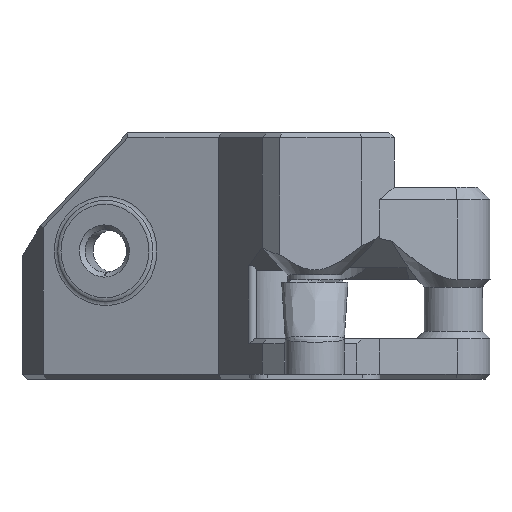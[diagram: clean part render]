
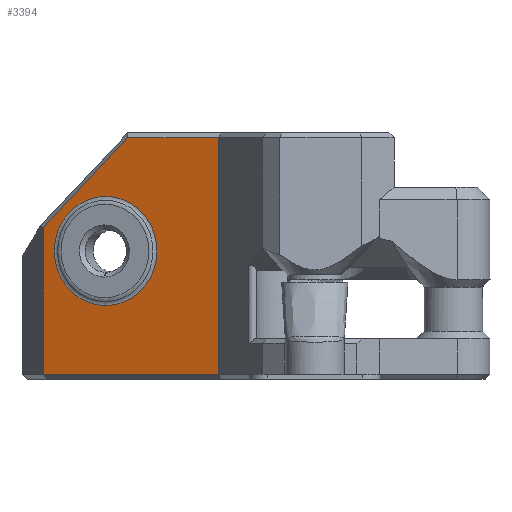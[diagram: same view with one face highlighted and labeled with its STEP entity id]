
A CAD part, left-side view. The second image highlights one B-rep face of the part: STEP entity #3394.
In plain terms, the highlighted planar face has unit normal (-0.94, 0.342, 0).
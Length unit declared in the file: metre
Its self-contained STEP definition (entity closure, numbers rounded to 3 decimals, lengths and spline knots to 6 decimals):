
#285=LINE('',#5593,#626);
#298=LINE('',#5644,#639);
#302=LINE('',#5652,#643);
#303=LINE('',#5654,#644);
#304=LINE('',#5656,#645);
#626=VECTOR('',#4402,1.);
#639=VECTOR('',#4439,1.);
#643=VECTOR('',#4447,1.);
#644=VECTOR('',#4448,1.);
#645=VECTOR('',#4449,1.);
#827=PLANE('',#3696);
#952=CIRCLE('',#3692,0.004615);
#1595=ORIENTED_EDGE('',*,*,#2287,.F.);
#1596=ORIENTED_EDGE('',*,*,#2295,.F.);
#1597=ORIENTED_EDGE('',*,*,#2291,.F.);
#1598=ORIENTED_EDGE('',*,*,#2273,.F.);
#1599=ORIENTED_EDGE('',*,*,#2296,.T.);
#1600=ORIENTED_EDGE('',*,*,#2297,.T.);
#2273=EDGE_CURVE('',#2653,#2654,#285,.T.);
#2287=EDGE_CURVE('',#2663,#2663,#952,.T.);
#2291=EDGE_CURVE('',#2654,#2666,#298,.T.);
#2295=EDGE_CURVE('',#2666,#2668,#302,.T.);
#2296=EDGE_CURVE('',#2653,#2669,#303,.T.);
#2297=EDGE_CURVE('',#2669,#2668,#304,.T.);
#2653=VERTEX_POINT('',#5590);
#2654=VERTEX_POINT('',#5594);
#2663=VERTEX_POINT('',#5636);
#2666=VERTEX_POINT('',#5645);
#2668=VERTEX_POINT('',#5653);
#2669=VERTEX_POINT('',#5655);
#2929=EDGE_LOOP('',(#1595));
#2930=EDGE_LOOP('',(#1596,#1597,#1598,#1599,#1600));
#3160=FACE_BOUND('',#2929,.T.);
#3161=FACE_BOUND('',#2930,.T.);
#3394=ADVANCED_FACE('',(#3160,#3161),#827,.T.);
#3692=AXIS2_PLACEMENT_3D('',#5635,#4430,#4431);
#3696=AXIS2_PLACEMENT_3D('',#5651,#4445,#4446);
#4402=DIRECTION('',(0.342,0.94,0.));
#4430=DIRECTION('',(-0.94,0.342,0.));
#4431=DIRECTION('',(-0.342,-0.94,0.));
#4439=DIRECTION('',(0.,0.,1.));
#4445=DIRECTION('',(-0.94,0.342,0.));
#4446=DIRECTION('',(0.,0.,-1.));
#4447=DIRECTION('',(-0.242,-0.664,0.707));
#4448=DIRECTION('',(0.,0.,1.));
#4449=DIRECTION('',(0.342,0.94,0.));
#5590=CARTESIAN_POINT('',(0.032315,0.002219,0.0004));
#5593=CARTESIAN_POINT('',(0.013752,-0.048784,0.0004));
#5594=CARTESIAN_POINT('',(0.037698,0.017008,0.0004));
#5635=CARTESIAN_POINT('',(0.035776,0.011728,0.010825));
#5636=CARTESIAN_POINT('',(0.034198,0.007392,0.010825));
#5644=CARTESIAN_POINT('',(0.037698,0.017008,0.001069));
#5645=CARTESIAN_POINT('',(0.037698,0.017008,0.012787));
#5651=CARTESIAN_POINT('',(0.013603,-0.049192,-0.0088));
#5652=CARTESIAN_POINT('',(0.033064,0.004277,0.026335));
#5653=CARTESIAN_POINT('',(0.035094,0.009854,0.0204));
#5654=CARTESIAN_POINT('',(0.032315,0.002219,0.0057));
#5655=CARTESIAN_POINT('',(0.032315,0.002219,0.0204));
#5656=CARTESIAN_POINT('',(0.034927,0.009396,0.0204));
